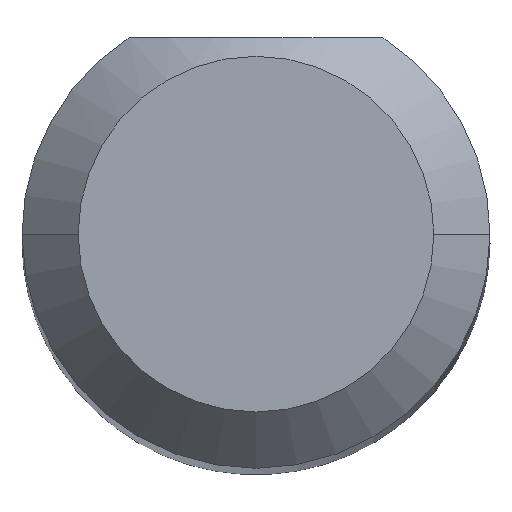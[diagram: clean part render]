
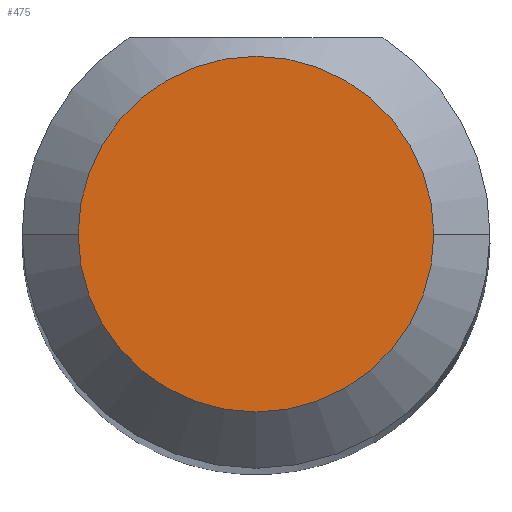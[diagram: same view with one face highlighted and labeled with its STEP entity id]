
A CAD part, top view. The second image highlights one B-rep face of the part: STEP entity #475.
In plain terms, the highlighted planar face has unit normal (0, 0, 1).
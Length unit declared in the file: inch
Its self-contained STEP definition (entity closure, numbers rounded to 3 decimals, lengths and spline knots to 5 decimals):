
#28 = DIRECTION ( 'NONE',  ( 0., 0., 1. ) ) ;
#82 = DIRECTION ( 'NONE',  ( 1., 0., 0. ) ) ;
#100 = CARTESIAN_POINT ( 'NONE',  ( -0.0475, 0., 1.5 ) ) ;
#179 = CARTESIAN_POINT ( 'NONE',  ( 0., 0., 1.5 ) ) ;
#181 = DIRECTION ( 'NONE',  ( 1., 0., 0. ) ) ;
#240 = EDGE_LOOP ( 'NONE', ( #250, #553 ) ) ;
#245 = AXIS2_PLACEMENT_3D ( 'NONE', #298, #507, #82 ) ;
#250 = ORIENTED_EDGE ( 'NONE', *, *, #646, .T. ) ;
#283 = CARTESIAN_POINT ( 'NONE',  ( 0., 0., 1.5 ) ) ;
#298 = CARTESIAN_POINT ( 'NONE',  ( 0., 0., 1.5 ) ) ;
#305 = AXIS2_PLACEMENT_3D ( 'NONE', #179, #581, #181 ) ;
#322 = FACE_OUTER_BOUND ( 'NONE', #240, .T. ) ;
#416 = AXIS2_PLACEMENT_3D ( 'NONE', #283, #28, #588 ) ;
#460 = CIRCLE ( 'NONE', #245, 0.0475 ) ;
#475 = ADVANCED_FACE ( 'NONE', ( #322 ), #636, .T. ) ;
#487 = EDGE_CURVE ( 'NONE', #596, #659, #541, .T. ) ;
#505 = CARTESIAN_POINT ( 'NONE',  ( 0.0475, 0., 1.5 ) ) ;
#507 = DIRECTION ( 'NONE',  ( 0., 0., 1. ) ) ;
#541 = CIRCLE ( 'NONE', #416, 0.0475 ) ;
#553 = ORIENTED_EDGE ( 'NONE', *, *, #487, .T. ) ;
#581 = DIRECTION ( 'NONE',  ( 0., 0., 1. ) ) ;
#588 = DIRECTION ( 'NONE',  ( 1., 0., 0. ) ) ;
#596 = VERTEX_POINT ( 'NONE', #505 ) ;
#636 = PLANE ( 'NONE',  #305 ) ;
#646 = EDGE_CURVE ( 'NONE', #659, #596, #460, .T. ) ;
#659 = VERTEX_POINT ( 'NONE', #100 ) ;
